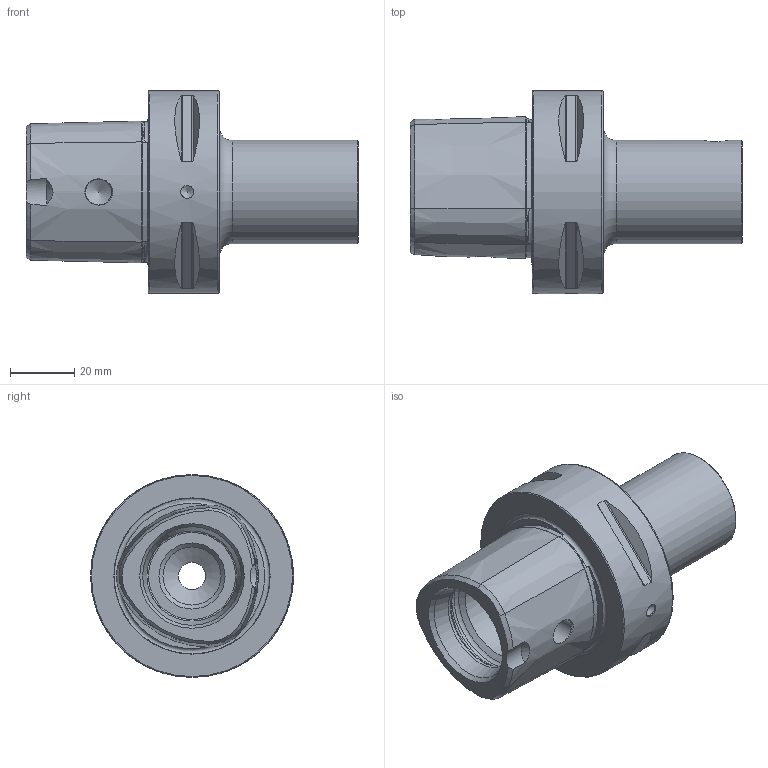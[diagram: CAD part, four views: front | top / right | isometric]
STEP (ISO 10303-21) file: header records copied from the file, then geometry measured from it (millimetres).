
FILE_DESCRIPTION (( 'STEP AP214' ), '1' );
FILE_NAME ('PS6.ST3.K01.065.STEP', '2020-04-15T11:36:02', ( '' ), ( '' ), 'SwSTEP 2.0', 'SolidWorks 2017', '' );
FILE_SCHEMA (( 'AUTOMOTIVE_DESIGN' ));
Length unit declared in the file: millimetre
Products named in the file (4): PS6-ST3.K01.065_B; DIN 3771 - 16x1.5_gespannt1; ST3-ER1.001.008_A; PS6.ST3.K01.065
Assembly tree (3 placements, depth 2):
  PS6.ST3.K01.065
    PS6-ST3.K01.065_B
    DIN 3771 - 16x1.5_gespannt1
    ST3-ER1.001.008_A
Bounding box: 103 x 63 x 63 mm (x, y, z)
Volume: 123530.5 mm3; surface area: 26486.3 mm2
Topology: 3 solids, 3 shells, 133 faces, 323 edges, 198 vertices
Faces by surface type: plane 43, cone 41, cylinder 26, torus 21, bspline 2
Full cylindrical faces by diameter (mm): 3 x1, 4 x1, 5.25 x1, 6 x1, 8.1 x2, 8.5 x1, 18 x2, 19 x1, 28 x2, 32 x2, 63 x1
Entity records: 4526 total; most frequent: CARTESIAN_POINT 1626, DIRECTION 558, ORIENTED_EDGE 518, EDGE_CURVE 259, AXIS2_PLACEMENT_3D 240, EDGE_LOOP 186, VERTEX_POINT 179, FACE_OUTER_BOUND 156
